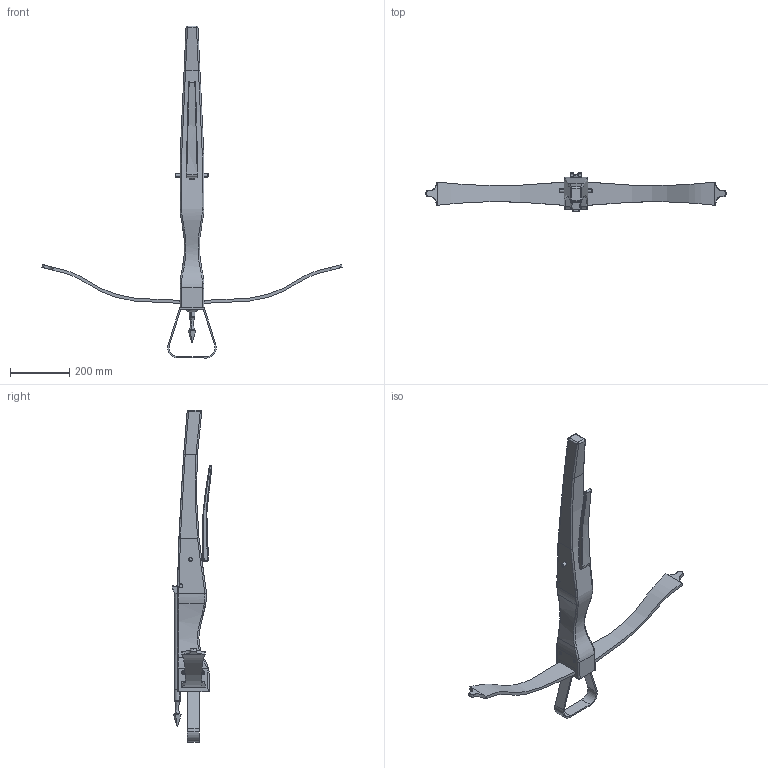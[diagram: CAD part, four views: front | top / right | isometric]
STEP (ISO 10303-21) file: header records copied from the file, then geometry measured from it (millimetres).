
FILE_DESCRIPTION (( 'STEP AP214' ), '1' );
FILE_NAME ('Crossbow assembly.STEP', '2021-11-15T19:14:15', ( 'User' ), ( '' ), 'SwSTEP 2.0', 'SolidWorks 2018', '' );
FILE_SCHEMA (( 'AUTOMOTIVE_DESIGN' ));
Length unit declared in the file: millimetre
Products named in the file (16): Long Trigger Pin; Bolt_M12; Foot Holder; Arrow; Trigger Pin.; Stock_New-1; Bolt_M6; String Roller; Trigger; Arrow Pick; Plate-Under_Blade; Crossbow assembly; Blade; Nife-2; Nife; Arrow wood
Assembly tree (16 placements, depth 3):
  Crossbow assembly
    String Roller
    Stock_New-1
    Trigger Pin.
    Foot Holder
    Bolt_M12
    Long Trigger Pin
    Arrow
      Arrow wood
      Arrow Pick
    Blade
      Nife
      Nife-2
    Plate-Under_Blade
    Trigger
    Bolt_M6  x2
Bounding box: 1012.76 x 134.45 x 1119.21 mm (x, y, z)
Volume: 5505726.5 mm3; surface area: 622185.3 mm2
Topology: 14 solids, 14 shells, 436 faces, 1119 edges, 719 vertices
Faces by surface type: cylinder 186, plane 121, bspline 96, torus 20, cone 7, sphere 6
Entity records: 27105 total; most frequent: CARTESIAN_POINT 17046, ORIENTED_EDGE 2166, DIRECTION 1679, EDGE_CURVE 1083, VERTEX_POINT 696, AXIS2_PLACEMENT_3D 637, EDGE_LOOP 457, FACE_OUTER_BOUND 422
